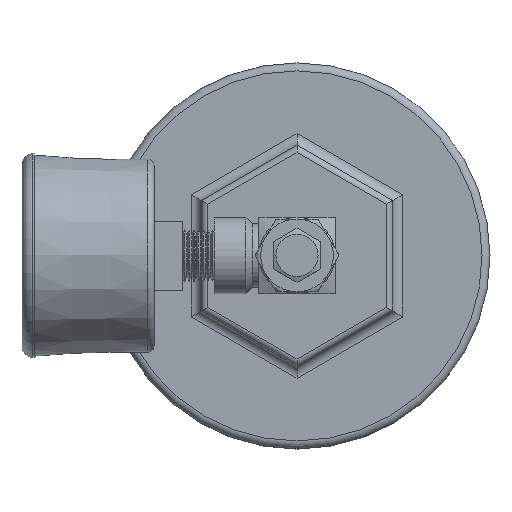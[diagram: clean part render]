
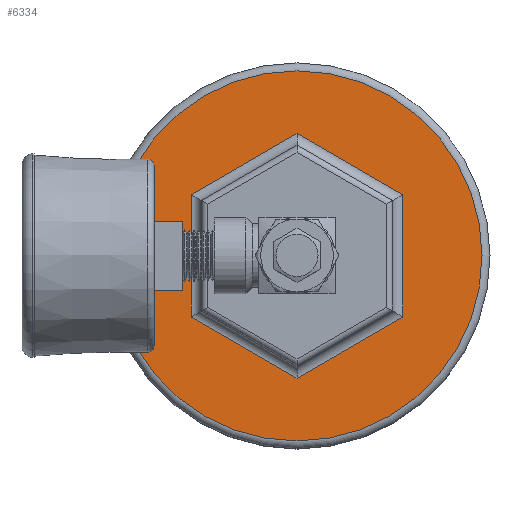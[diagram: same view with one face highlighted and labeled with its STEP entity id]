
A CAD part, top view. The second image highlights one B-rep face of the part: STEP entity #6334.
In plain terms, the highlighted planar face has unit normal (0, 0, 1).
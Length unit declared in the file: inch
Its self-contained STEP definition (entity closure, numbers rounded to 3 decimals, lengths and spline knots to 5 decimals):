
#6137=CARTESIAN_POINT('',(-10.17204,-16.21489,2.44157));
#6138=VERTEX_POINT('',#6137);
#6146=CARTESIAN_POINT('',(-11.00204,-15.73569,2.44157));
#6147=VERTEX_POINT('',#6146);
#6148=CARTESIAN_POINT('',(-10.17204,-16.21489,2.44157));
#6149=DIRECTION('',(-0.866,0.5,0.));
#6150=VECTOR('',#6149,0.9584);
#6151=LINE('',#6148,#6150);
#6152=EDGE_CURVE('',#6138,#6147,#6151,.T.);
#6170=CARTESIAN_POINT('',(-10.17204,-17.17329,2.44157));
#6171=VERTEX_POINT('',#6170);
#6179=CARTESIAN_POINT('',(-10.17204,-17.17329,2.44157));
#6180=DIRECTION('',(0.0,1.0,0.0));
#6181=VECTOR('',#6180,0.9584);
#6182=LINE('',#6179,#6181);
#6183=EDGE_CURVE('',#6171,#6138,#6182,.T.);
#6195=CARTESIAN_POINT('',(-11.00204,-17.6525,2.44157));
#6196=VERTEX_POINT('',#6195);
#6204=CARTESIAN_POINT('',(-11.00204,-17.6525,2.44157));
#6205=DIRECTION('',(0.866,0.5,0.));
#6206=VECTOR('',#6205,0.9584);
#6207=LINE('',#6204,#6206);
#6208=EDGE_CURVE('',#6196,#6171,#6207,.T.);
#6220=CARTESIAN_POINT('',(-11.83204,-17.17329,2.44157));
#6221=VERTEX_POINT('',#6220);
#6229=CARTESIAN_POINT('',(-11.83204,-17.17329,2.44157));
#6230=DIRECTION('',(0.866,-0.5,0.));
#6231=VECTOR('',#6230,0.9584);
#6232=LINE('',#6229,#6231);
#6233=EDGE_CURVE('',#6221,#6196,#6232,.T.);
#6252=CARTESIAN_POINT('',(-11.83204,-16.21489,2.44157));
#6253=VERTEX_POINT('',#6252);
#6261=CARTESIAN_POINT('',(-11.83204,-16.21489,2.44157));
#6262=DIRECTION('',(0.0,-1.0,0.0));
#6263=VECTOR('',#6262,0.9584);
#6264=LINE('',#6261,#6263);
#6265=EDGE_CURVE('',#6253,#6221,#6264,.T.);
#6283=CARTESIAN_POINT('',(-11.00204,-15.73569,2.44157));
#6284=DIRECTION('',(-0.866,-0.5,0.));
#6285=VECTOR('',#6284,0.9584);
#6286=LINE('',#6283,#6285);
#6287=EDGE_CURVE('',#6147,#6253,#6286,.T.);
#6310=CARTESIAN_POINT('',(-11.00204,-18.14409,2.44157));
#6311=DIRECTION('',(0.0,0.0,1.0));
#6312=DIRECTION('',(1.0,0.0,0.0));
#6313=AXIS2_PLACEMENT_3D('',#6310,#6311,#6312);
#6314=PLANE('',#6313);
#6315=CARTESIAN_POINT('',(-12.45204,-16.69409,2.44157));
#6316=VERTEX_POINT('',#6315);
#6317=CARTESIAN_POINT('',(-11.00204,-16.69409,2.44157));
#6318=DIRECTION('',(0.0,0.0,1.0));
#6319=DIRECTION('',(-1.0,0.0,0.0));
#6320=AXIS2_PLACEMENT_3D('',#6317,#6318,#6319);
#6321=CIRCLE('',#6320,1.45);
#6322=EDGE_CURVE('',#6316,#6316,#6321,.T.);
#6323=ORIENTED_EDGE('',*,*,#6322,.T.);
#6324=EDGE_LOOP('',(#6323));
#6325=FACE_OUTER_BOUND('',#6324,.T.);
#6326=ORIENTED_EDGE('',*,*,#6152,.F.);
#6327=ORIENTED_EDGE('',*,*,#6183,.F.);
#6328=ORIENTED_EDGE('',*,*,#6208,.F.);
#6329=ORIENTED_EDGE('',*,*,#6233,.F.);
#6330=ORIENTED_EDGE('',*,*,#6265,.F.);
#6331=ORIENTED_EDGE('',*,*,#6287,.F.);
#6332=EDGE_LOOP('',(#6326,#6327,#6328,#6329,#6330,#6331));
#6333=FACE_BOUND('',#6332,.T.);
#6334=ADVANCED_FACE('',(#6325,#6333),#6314,.T.);
